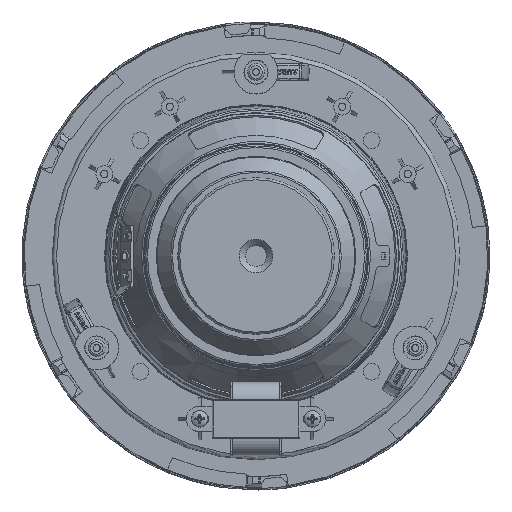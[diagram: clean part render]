
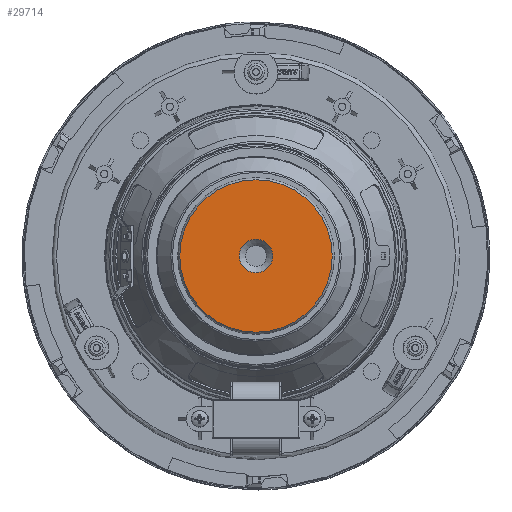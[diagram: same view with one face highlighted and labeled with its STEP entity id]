
A CAD part, front view. The second image highlights one B-rep face of the part: STEP entity #29714.
In plain terms, the highlighted planar face has unit normal (0, -1, 0).
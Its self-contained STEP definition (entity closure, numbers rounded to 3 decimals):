
#1417=FACE_BOUND('',#4587,.T.);
#1843=PLANE('',#31801);
#2938=FACE_OUTER_BOUND('',#4586,.T.);
#4586=EDGE_LOOP('',(#21782));
#4587=EDGE_LOOP('',(#21783));
#10478=CIRCLE('',#31800,8.);
#10479=CIRCLE('',#31802,36.5);
#12398=VERTEX_POINT('',#47912);
#12399=VERTEX_POINT('',#47916);
#15824=EDGE_CURVE('',#12398,#12398,#10478,.T.);
#15825=EDGE_CURVE('',#12399,#12399,#10479,.T.);
#21782=ORIENTED_EDGE('',*,*,#15825,.F.);
#21783=ORIENTED_EDGE('',*,*,#15824,.F.);
#29714=ADVANCED_FACE('',(#2938,#1417),#1843,.F.);
#31800=AXIS2_PLACEMENT_3D('',#47914,#36566,#36567);
#31801=AXIS2_PLACEMENT_3D('',#47915,#36568,#36569);
#31802=AXIS2_PLACEMENT_3D('',#47917,#36570,#36571);
#36566=DIRECTION('center_axis',(0.,-1.,0.));
#36567=DIRECTION('ref_axis',(0.,0.,-1.));
#36568=DIRECTION('center_axis',(0.,1.,0.));
#36569=DIRECTION('ref_axis',(1.,0.,0.));
#36570=DIRECTION('center_axis',(0.,1.,0.));
#36571=DIRECTION('ref_axis',(-1.,0.,0.));
#47912=CARTESIAN_POINT('',(0.,-64.9,8.));
#47914=CARTESIAN_POINT('Origin',(0.,-64.9,0.));
#47915=CARTESIAN_POINT('Origin',(0.,-64.9,0.));
#47916=CARTESIAN_POINT('',(-36.5,-64.9,0.));
#47917=CARTESIAN_POINT('Origin',(0.,-64.9,0.));
